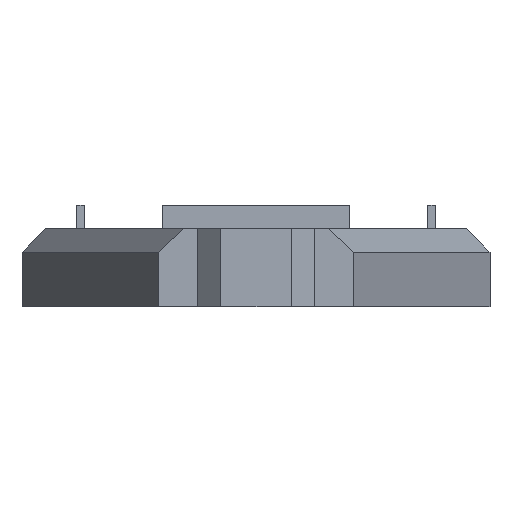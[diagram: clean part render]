
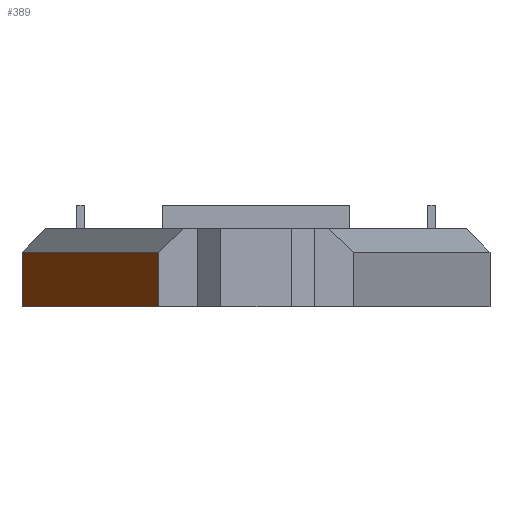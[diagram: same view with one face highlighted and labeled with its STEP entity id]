
A CAD part, left-side view. The second image highlights one B-rep face of the part: STEP entity #389.
In plain terms, the highlighted planar face has unit normal (-0.362, 0.932, 0).
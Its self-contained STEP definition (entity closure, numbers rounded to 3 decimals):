
#362=AXIS2_PLACEMENT_3D('Plane Axis2P3D',#359,#360,#361) ;
#194=CARTESIAN_POINT('Vertex',(-65.,12.5,7.)) ;
#199=CARTESIAN_POINT('Line Origine',(-65.,12.5,3.5)) ;
#203=CARTESIAN_POINT('Vertex',(-65.,12.5,0.)) ;
#359=CARTESIAN_POINT('Axis2P3D Location',(-65.,12.5,10.)) ;
#364=CARTESIAN_POINT('Line Origine',(-20.,30.,3.5)) ;
#368=CARTESIAN_POINT('Vertex',(-20.,30.,7.)) ;
#370=CARTESIAN_POINT('Vertex',(-20.,30.,0.)) ;
#373=CARTESIAN_POINT('Line Origine',(-42.5,21.25,0.)) ;
#378=CARTESIAN_POINT('Line Origine',(-42.5,21.25,7.)) ;
#200=DIRECTION('Vector Direction',(0.,0.,-1.)) ;
#360=DIRECTION('Axis2P3D Direction',(-0.362,0.932,0.)) ;
#361=DIRECTION('Axis2P3D XDirection',(0.932,0.362,0.)) ;
#365=DIRECTION('Vector Direction',(0.,0.,-1.)) ;
#374=DIRECTION('Vector Direction',(-0.932,-0.362,0.)) ;
#379=DIRECTION('Vector Direction',(0.932,0.362,0.)) ;
#201=VECTOR('Line Direction',#200,1.) ;
#366=VECTOR('Line Direction',#365,1.) ;
#375=VECTOR('Line Direction',#374,1.) ;
#380=VECTOR('Line Direction',#379,1.) ;
#384=ORIENTED_EDGE('',*,*,#372,.T.) ;
#385=ORIENTED_EDGE('',*,*,#377,.T.) ;
#386=ORIENTED_EDGE('',*,*,#205,.F.) ;
#387=ORIENTED_EDGE('',*,*,#382,.T.) ;
#389=ADVANCED_FACE('SUPORTE VERMELHA',(#388),#363,.T.) ;
#205=EDGE_CURVE('',#195,#204,#202,.T.) ;
#372=EDGE_CURVE('',#369,#371,#367,.T.) ;
#377=EDGE_CURVE('',#371,#204,#376,.T.) ;
#382=EDGE_CURVE('',#195,#369,#381,.T.) ;
#383=EDGE_LOOP('',(#384,#385,#386,#387)) ;
#388=FACE_OUTER_BOUND('',#383,.T.) ;
#202=LINE('Line',#199,#201) ;
#367=LINE('Line',#364,#366) ;
#376=LINE('Line',#373,#375) ;
#381=LINE('Line',#378,#380) ;
#363=PLANE('',#362) ;
#195=VERTEX_POINT('',#194) ;
#204=VERTEX_POINT('',#203) ;
#369=VERTEX_POINT('',#368) ;
#371=VERTEX_POINT('',#370) ;
